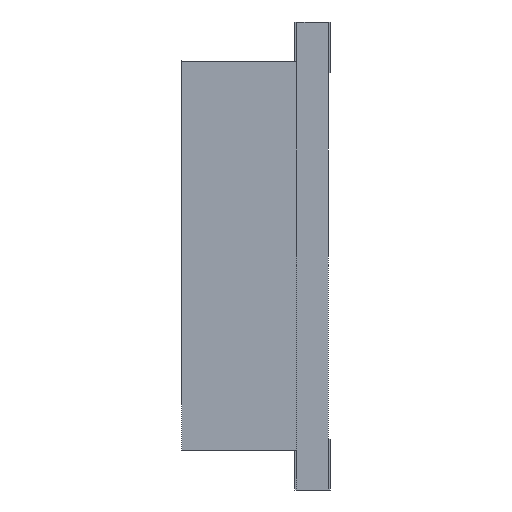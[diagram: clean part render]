
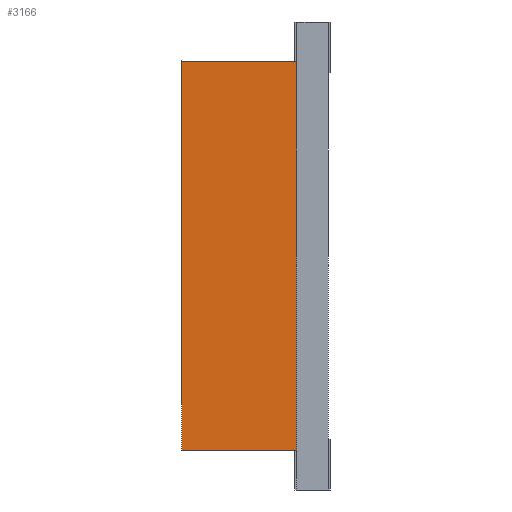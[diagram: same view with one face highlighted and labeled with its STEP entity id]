
A CAD part, left-side view. The second image highlights one B-rep face of the part: STEP entity #3166.
In plain terms, the highlighted planar face has unit normal (-1, 0, 0).
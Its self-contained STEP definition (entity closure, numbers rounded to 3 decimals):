
#186 = VERTEX_POINT ( 'NONE', #4015 ) ;
#187 = VERTEX_POINT ( 'NONE', #4016 ) ;
#231 = VERTEX_POINT ( 'NONE', #4060 ) ;
#233 = VERTEX_POINT ( 'NONE', #4062 ) ;
#1087 = ORIENTED_EDGE ( 'NONE', *, *, #1395, .T. ) ;
#1088 = ORIENTED_EDGE ( 'NONE', *, *, #1346, .F. ) ;
#1089 = ORIENTED_EDGE ( 'NONE', *, *, #1393, .F. ) ;
#1090 = ORIENTED_EDGE ( 'NONE', *, *, #1398, .T. ) ;
#1346 = EDGE_CURVE ( 'NONE', #186, #187, #5522, .T. ) ;
#1393 = EDGE_CURVE ( 'NONE', #231, #186, #5663, .T. ) ;
#1395 = EDGE_CURVE ( 'NONE', #233, #187, #5669, .T. ) ;
#1398 = EDGE_CURVE ( 'NONE', #231, #233, #5678, .T. ) ;
#2267 = EDGE_LOOP ( 'NONE', ( #1088, #1089, #1090, #1087 ) ) ;
#3166 = ADVANCED_FACE ( 'NONE', ( #8221 ), #8577, .T. ) ;
#4015 = CARTESIAN_POINT ( 'NONE',  ( -7.4, 0., -5. ) ) ;
#4016 = CARTESIAN_POINT ( 'NONE',  ( -7.4, 0., 5. ) ) ;
#4060 = CARTESIAN_POINT ( 'NONE',  ( -7.4, -2.95, -5. ) ) ;
#4062 = CARTESIAN_POINT ( 'NONE',  ( -7.4, -2.95, 5. ) ) ;
#5522 = LINE ( 'NONE', #5523, #12902 ) ;
#5523 = CARTESIAN_POINT ( 'NONE',  ( -7.4, 0., -5. ) ) ;
#5524 = DIRECTION ( 'NONE',  ( 0., 0., 1. ) ) ;
#5663 = LINE ( 'NONE', #5664, #6329 ) ;
#5664 = CARTESIAN_POINT ( 'NONE',  ( -7.4, -2.95, -5. ) ) ;
#5665 = DIRECTION ( 'NONE',  ( 0., 1., 0. ) ) ;
#5669 = LINE ( 'NONE', #5670, #6331 ) ;
#5670 = CARTESIAN_POINT ( 'NONE',  ( -7.4, -2.95, 5. ) ) ;
#5671 = DIRECTION ( 'NONE',  ( 0., 1., 0. ) ) ;
#5678 = LINE ( 'NONE', #5679, #6334 ) ;
#5679 = CARTESIAN_POINT ( 'NONE',  ( -7.4, -2.95, -5. ) ) ;
#5680 = DIRECTION ( 'NONE',  ( 0., 0., 1. ) ) ;
#6329 = VECTOR ( 'NONE', #5665, 1000. ) ;
#6331 = VECTOR ( 'NONE', #5671, 1000. ) ;
#6334 = VECTOR ( 'NONE', #5680, 1000. ) ;
#8221 = FACE_OUTER_BOUND ( 'NONE', #2267, .T. ) ;
#8224 = AXIS2_PLACEMENT_3D ( 'NONE', #8578, #8579, #8580 ) ;
#8577 = PLANE ( 'NONE',  #8224 ) ;
#8578 = CARTESIAN_POINT ( 'NONE',  ( -7.4, -2.95, -5. ) ) ;
#8579 = DIRECTION ( 'NONE',  ( -1., 0., 0. ) ) ;
#8580 = DIRECTION ( 'NONE',  ( 0., 0., 1. ) ) ;
#12902 = VECTOR ( 'NONE', #5524, 1000. ) ;
